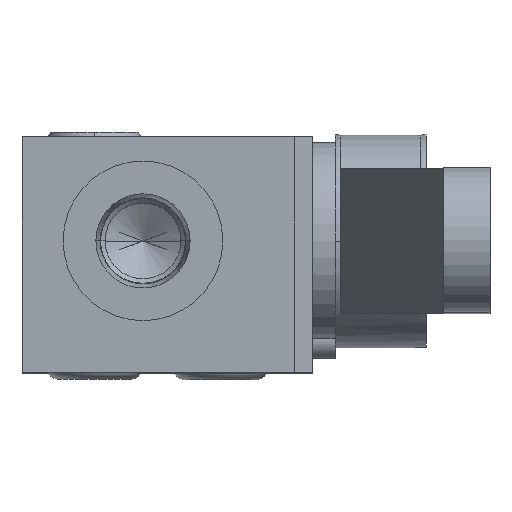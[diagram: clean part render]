
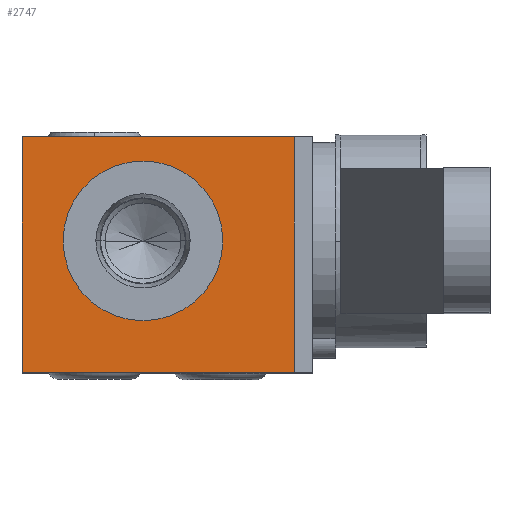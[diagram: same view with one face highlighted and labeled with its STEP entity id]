
A CAD part, top view. The second image highlights one B-rep face of the part: STEP entity #2747.
In plain terms, the highlighted planar face has unit normal (0, 0, 1).
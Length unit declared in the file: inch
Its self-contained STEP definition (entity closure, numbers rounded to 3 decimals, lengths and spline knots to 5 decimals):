
#628=DIRECTION('',(0.,1.,0.));
#629=VECTOR('',#628,1.218);
#630=CARTESIAN_POINT('',(1.406,0.,2.75));
#631=LINE('',#630,#629);
#632=DIRECTION('',(1.,0.,0.));
#633=VECTOR('',#632,1.406);
#634=CARTESIAN_POINT('',(0.,0.,2.75));
#635=LINE('',#634,#633);
#636=DIRECTION('',(0.,-1.,0.));
#637=VECTOR('',#636,1.218);
#638=CARTESIAN_POINT('',(0.,1.218,2.75));
#639=LINE('',#638,#637);
#640=DIRECTION('',(-1.,0.,0.));
#641=VECTOR('',#640,1.406);
#642=CARTESIAN_POINT('',(1.406,1.218,2.75));
#643=LINE('',#642,#641);
#644=CARTESIAN_POINT('',(0.625,0.68,2.75));
#645=DIRECTION('',(0.,0.,1.));
#646=DIRECTION('',(-1.,0.,0.));
#647=AXIS2_PLACEMENT_3D('',#644,#645,#646);
#649=CARTESIAN_POINT('',(0.625,0.68,2.75));
#650=DIRECTION('',(0.,0.,1.));
#651=DIRECTION('',(1.,0.,0.));
#652=AXIS2_PLACEMENT_3D('',#649,#650,#651);
#1525=CARTESIAN_POINT('',(0.,1.218,2.75));
#1526=CARTESIAN_POINT('',(0.,0.,2.75));
#1527=VERTEX_POINT('',#1525);
#1528=VERTEX_POINT('',#1526);
#1533=CARTESIAN_POINT('',(1.406,0.,2.75));
#1534=CARTESIAN_POINT('',(1.406,1.218,2.75));
#1535=VERTEX_POINT('',#1533);
#1536=VERTEX_POINT('',#1534);
#1647=CARTESIAN_POINT('',(0.2125,0.68,2.75));
#1648=CARTESIAN_POINT('',(1.0375,0.68,2.75));
#1649=VERTEX_POINT('',#1647);
#1650=VERTEX_POINT('',#1648);
#2730=CARTESIAN_POINT('',(0.,0.,2.75));
#2731=DIRECTION('',(0.,0.,1.));
#2732=DIRECTION('',(1.,0.,0.));
#2733=AXIS2_PLACEMENT_3D('',#2730,#2731,#2732);
#2734=PLANE('',#2733);
#2735=ORIENTED_EDGE('',*,*,#2110,.F.);
#2736=ORIENTED_EDGE('',*,*,#2131,.F.);
#2737=ORIENTED_EDGE('',*,*,#2365,.F.);
#2738=ORIENTED_EDGE('',*,*,#2200,.F.);
#2739=EDGE_LOOP('',(#2735,#2736,#2737,#2738));
#2740=FACE_OUTER_BOUND('',#2739,.F.);
#2742=ORIENTED_EDGE('',*,*,#2741,.T.);
#2744=ORIENTED_EDGE('',*,*,#2743,.T.);
#2745=EDGE_LOOP('',(#2742,#2744));
#2746=FACE_BOUND('',#2745,.F.);
#2747=ADVANCED_FACE('',(#2740,#2746),#2734,.T.);
#648=CIRCLE('',#647,0.4125);
#653=CIRCLE('',#652,0.4125);
#2110=EDGE_CURVE('',#1535,#1536,#631,.T.);
#2131=EDGE_CURVE('',#1528,#1535,#635,.T.);
#2200=EDGE_CURVE('',#1536,#1527,#643,.T.);
#2365=EDGE_CURVE('',#1527,#1528,#639,.T.);
#2741=EDGE_CURVE('',#1649,#1650,#648,.T.);
#2743=EDGE_CURVE('',#1650,#1649,#653,.T.);
